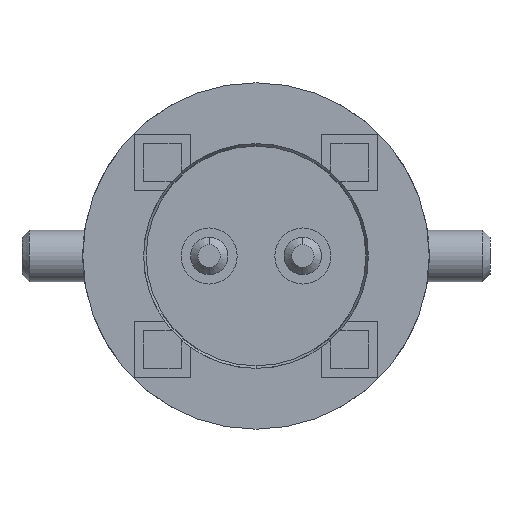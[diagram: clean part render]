
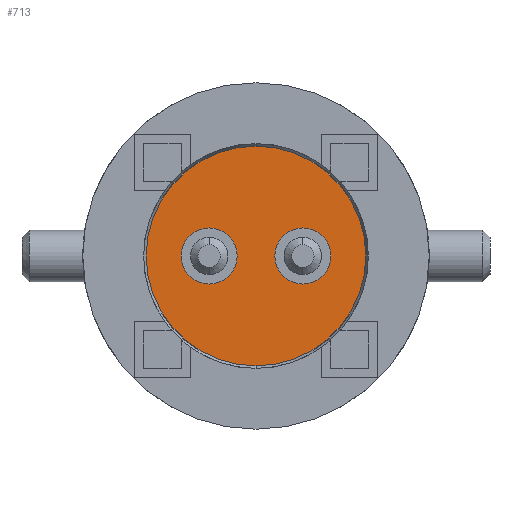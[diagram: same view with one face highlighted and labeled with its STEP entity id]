
A CAD part, front view. The second image highlights one B-rep face of the part: STEP entity #713.
In plain terms, the highlighted planar face has unit normal (0, -1, 0).
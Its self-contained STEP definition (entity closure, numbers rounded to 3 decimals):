
#283 = ORIENTED_EDGE ( 'NONE', *, *, #4953, .T. ) ;
#380 = ORIENTED_EDGE ( 'NONE', *, *, #4516, .F. ) ;
#449 = ORIENTED_EDGE ( 'NONE', *, *, #4513, .T. ) ;
#713 = ADVANCED_FACE ( 'NONE', ( #1209, #1211, #1189 ), #2935, .F. ) ;
#820 = AXIS2_PLACEMENT_3D ( 'NONE', #2854, #2836, #2835 ) ;
#887 = AXIS2_PLACEMENT_3D ( 'NONE', #2230, #2229, #2228 ) ;
#893 = AXIS2_PLACEMENT_3D ( 'NONE', #2165, #2659, #2658 ) ;
#1134 = EDGE_LOOP ( 'NONE', ( #1404, #1621 ) ) ;
#1189 = FACE_OUTER_BOUND ( 'NONE', #1315, .T. ) ;
#1209 = FACE_BOUND ( 'NONE', #1809, .T. ) ;
#1211 = FACE_BOUND ( 'NONE', #1134, .T. ) ;
#1315 = EDGE_LOOP ( 'NONE', ( #380, #1525 ) ) ;
#1367 = CIRCLE ( 'NONE', #4551, 0.265 ) ;
#1368 = CIRCLE ( 'NONE', #4652, 0.265 ) ;
#1376 = CIRCLE ( 'NONE', #4612, 1.49 ) ;
#1404 = ORIENTED_EDGE ( 'NONE', *, *, #4666, .T. ) ;
#1525 = ORIENTED_EDGE ( 'NONE', *, *, #4983, .F. ) ;
#1621 = ORIENTED_EDGE ( 'NONE', *, *, #4519, .T. ) ;
#1670 = CIRCLE ( 'NONE', #820, 0.265 ) ;
#1809 = EDGE_LOOP ( 'NONE', ( #449, #283 ) ) ;
#1894 = CIRCLE ( 'NONE', #887, 0.265 ) ;
#2000 = CIRCLE ( 'NONE', #893, 1.49 ) ;
#2165 = CARTESIAN_POINT ( 'NONE',  ( 0., 0., 0. ) ) ;
#2228 = DIRECTION ( 'NONE',  ( 0., 0., 1. ) ) ;
#2229 = DIRECTION ( 'NONE',  ( 0., 1., 0. ) ) ;
#2230 = CARTESIAN_POINT ( 'NONE',  ( -0.635, 0., 0. ) ) ;
#2658 = DIRECTION ( 'NONE',  ( 0., 0., 1. ) ) ;
#2659 = DIRECTION ( 'NONE',  ( 0., 1., 0. ) ) ;
#2793 = CARTESIAN_POINT ( 'NONE',  ( -0.635, 0., -0.265 ) ) ;
#2835 = DIRECTION ( 'NONE',  ( 0., 0., 1. ) ) ;
#2836 = DIRECTION ( 'NONE',  ( 0., 1., 0. ) ) ;
#2854 = CARTESIAN_POINT ( 'NONE',  ( 0.635, 0., 0. ) ) ;
#2928 = DIRECTION ( 'NONE',  ( 0., 0., 1. ) ) ;
#2931 = DIRECTION ( 'NONE',  ( 0., 1., 0. ) ) ;
#2935 = PLANE ( 'NONE',  #4694 ) ;
#2948 = CARTESIAN_POINT ( 'NONE',  ( 0., 0., 0. ) ) ;
#3383 = DIRECTION ( 'NONE',  ( 0., 0., 1. ) ) ;
#3384 = DIRECTION ( 'NONE',  ( 0., 1., 0. ) ) ;
#3386 = CARTESIAN_POINT ( 'NONE',  ( 0.635, 0., 0. ) ) ;
#3391 = DIRECTION ( 'NONE',  ( 0., 0., 1. ) ) ;
#3393 = DIRECTION ( 'NONE',  ( 0., 1., 0. ) ) ;
#3403 = CARTESIAN_POINT ( 'NONE',  ( 0., 0., 0. ) ) ;
#3406 = DIRECTION ( 'NONE',  ( 0., 0., 1. ) ) ;
#3407 = DIRECTION ( 'NONE',  ( 0., 1., 0. ) ) ;
#3409 = CARTESIAN_POINT ( 'NONE',  ( -0.635, 0., 0. ) ) ;
#3782 = CARTESIAN_POINT ( 'NONE',  ( -0.635, 0., 0.265 ) ) ;
#3808 = CARTESIAN_POINT ( 'NONE',  ( 0.635, 0., -0.265 ) ) ;
#3835 = CARTESIAN_POINT ( 'NONE',  ( 0., 0., 1.49 ) ) ;
#4033 = CARTESIAN_POINT ( 'NONE',  ( 0.635, 0., 0.265 ) ) ;
#4041 = CARTESIAN_POINT ( 'NONE',  ( 0., 0., -1.49 ) ) ;
#4214 = VERTEX_POINT ( 'NONE', #2793 ) ;
#4224 = VERTEX_POINT ( 'NONE', #4041 ) ;
#4230 = VERTEX_POINT ( 'NONE', #4033 ) ;
#4374 = VERTEX_POINT ( 'NONE', #3835 ) ;
#4396 = VERTEX_POINT ( 'NONE', #3808 ) ;
#4415 = VERTEX_POINT ( 'NONE', #3782 ) ;
#4513 = EDGE_CURVE ( 'NONE', #4415, #4214, #1368, .T. ) ;
#4516 = EDGE_CURVE ( 'NONE', #4374, #4224, #1376, .T. ) ;
#4519 = EDGE_CURVE ( 'NONE', #4396, #4230, #1367, .T. ) ;
#4551 = AXIS2_PLACEMENT_3D ( 'NONE', #3386, #3384, #3383 ) ;
#4612 = AXIS2_PLACEMENT_3D ( 'NONE', #3403, #3393, #3391 ) ;
#4652 = AXIS2_PLACEMENT_3D ( 'NONE', #3409, #3407, #3406 ) ;
#4666 = EDGE_CURVE ( 'NONE', #4230, #4396, #1670, .T. ) ;
#4694 = AXIS2_PLACEMENT_3D ( 'NONE', #2948, #2931, #2928 ) ;
#4953 = EDGE_CURVE ( 'NONE', #4214, #4415, #1894, .T. ) ;
#4983 = EDGE_CURVE ( 'NONE', #4224, #4374, #2000, .T. ) ;
